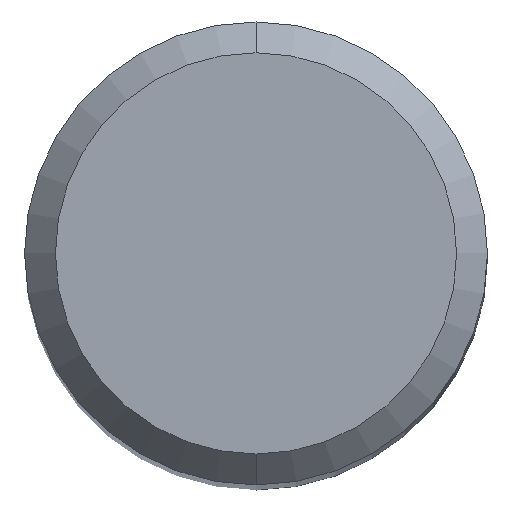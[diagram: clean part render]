
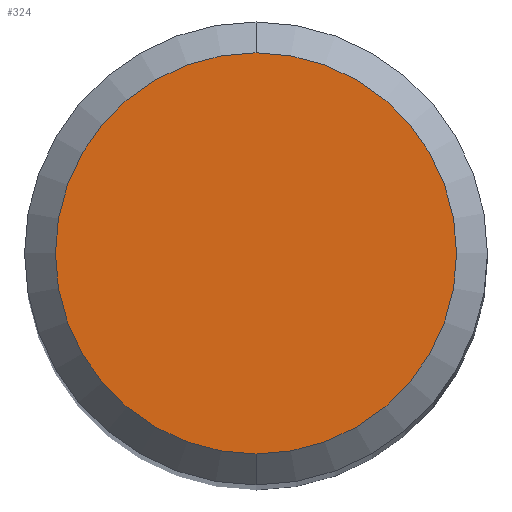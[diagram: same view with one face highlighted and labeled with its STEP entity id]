
A CAD part, top view. The second image highlights one B-rep face of the part: STEP entity #324.
In plain terms, the highlighted planar face has unit normal (0, 0, 1).
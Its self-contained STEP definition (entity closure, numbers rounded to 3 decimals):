
#178=VERTEX_POINT('',#471);
#200=EDGE_CURVE('',#178,#274,#495,.T.);
#238=EDGE_CURVE('',#274,#178,#539,.T.);
#274=VERTEX_POINT('',#579);
#324=ADVANCED_FACE('',(#633),#634,.T.);
#471=CARTESIAN_POINT('',(0.0,2.6,0.0));
#495=CIRCLE('',#846,2.6);
#539=CIRCLE('',#926,2.6);
#579=CARTESIAN_POINT('',(0.,-2.6,0.0));
#633=FACE_OUTER_BOUND('',#1094,.T.);
#634=PLANE('',#1095);
#846=AXIS2_PLACEMENT_3D('',#1411,#1412,#1413);
#926=AXIS2_PLACEMENT_3D('',#1490,#1491,#1492);
#1094=EDGE_LOOP('',(#1588,#1589));
#1095=AXIS2_PLACEMENT_3D('',#1590,#1591,#1592);
#1411=CARTESIAN_POINT('',(0.0,0.0,0.0));
#1412=DIRECTION('',(0.0,0.0,-1.0));
#1413=DIRECTION('',(0.0,1.0,0.0));
#1490=CARTESIAN_POINT('',(0.0,0.0,0.0));
#1491=DIRECTION('',(0.0,0.0,-1.0));
#1492=DIRECTION('',(0.0,1.0,0.0));
#1588=ORIENTED_EDGE('',*,*,#200,.F.);
#1589=ORIENTED_EDGE('',*,*,#238,.F.);
#1590=CARTESIAN_POINT('',(0.0,1.3,0.0));
#1591=DIRECTION('',(-0.0,0.0,1.0));
#1592=DIRECTION('',(0.0,-1.0,0.0));
